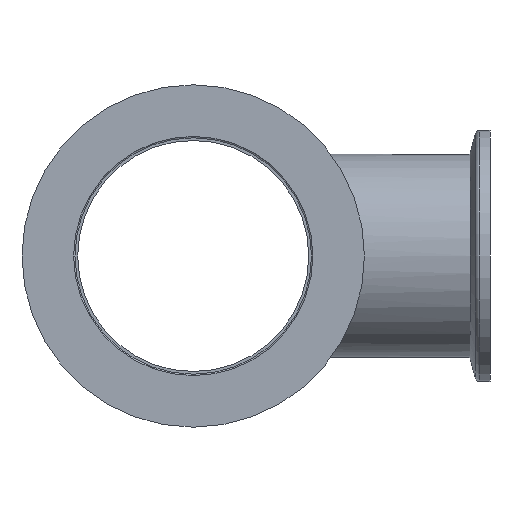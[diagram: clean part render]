
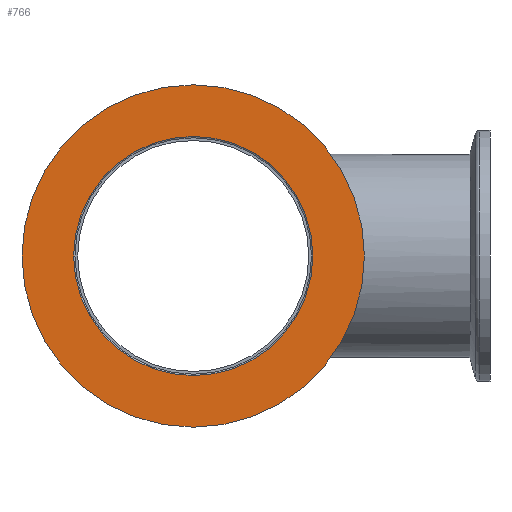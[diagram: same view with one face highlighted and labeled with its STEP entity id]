
A CAD part, left-side view. The second image highlights one B-rep face of the part: STEP entity #766.
In plain terms, the highlighted planar face has unit normal (-1, 0, 0).
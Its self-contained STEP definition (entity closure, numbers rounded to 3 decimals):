
#141 = VERTEX_POINT ( 'NONE', #2877 ) ;
#285 = AXIS2_PLACEMENT_3D ( 'NONE', #2422, #1015, #2658 ) ;
#286 = CARTESIAN_POINT ( 'NONE',  ( -4., 0., 0. ) ) ;
#307 = CARTESIAN_POINT ( 'NONE',  ( -4., 0., -37.5 ) ) ;
#331 = PLANE ( 'NONE',  #2938 ) ;
#387 = EDGE_CURVE ( 'NONE', #3144, #1524, #2405, .T. ) ;
#410 = DIRECTION ( 'NONE',  ( 0., 0., 1. ) ) ;
#441 = DIRECTION ( 'NONE',  ( -1., 0., 0. ) ) ;
#456 = DIRECTION ( 'NONE',  ( 0., 0., 1. ) ) ;
#530 = AXIS2_PLACEMENT_3D ( 'NONE', #1563, #1539, #1526 ) ;
#607 = CARTESIAN_POINT ( 'NONE',  ( -4., 0., -26.2 ) ) ;
#616 = DIRECTION ( 'NONE',  ( 1., 0., 0. ) ) ;
#626 = DIRECTION ( 'NONE',  ( 0., 0., -1. ) ) ;
#697 = AXIS2_PLACEMENT_3D ( 'NONE', #2643, #985, #410 ) ;
#766 = ADVANCED_FACE ( 'NONE', ( #1038, #1591 ), #331, .F. ) ;
#810 = CIRCLE ( 'NONE', #285, 37.5 ) ;
#934 = CIRCLE ( 'NONE', #530, 26.2 ) ;
#985 = DIRECTION ( 'NONE',  ( -1., 0., 0. ) ) ;
#1015 = DIRECTION ( 'NONE',  ( -1., 0., 0. ) ) ;
#1038 = FACE_BOUND ( 'NONE', #1138, .T. ) ;
#1138 = EDGE_LOOP ( 'NONE', ( #2185, #2407 ) ) ;
#1340 = CARTESIAN_POINT ( 'NONE',  ( -4., 0., -26.2 ) ) ;
#1384 = VERTEX_POINT ( 'NONE', #1340 ) ;
#1441 = AXIS2_PLACEMENT_3D ( 'NONE', #286, #441, #456 ) ;
#1524 = VERTEX_POINT ( 'NONE', #307 ) ;
#1526 = DIRECTION ( 'NONE',  ( 0., 0., 1. ) ) ;
#1539 = DIRECTION ( 'NONE',  ( -1., 0., 0. ) ) ;
#1563 = CARTESIAN_POINT ( 'NONE',  ( -4., 0., 0. ) ) ;
#1591 = FACE_OUTER_BOUND ( 'NONE', #2381, .T. ) ;
#1755 = EDGE_CURVE ( 'NONE', #1384, #141, #2879, .T. ) ;
#1975 = ORIENTED_EDGE ( 'NONE', *, *, #3122, .T. ) ;
#1977 = EDGE_CURVE ( 'NONE', #141, #1384, #934, .T. ) ;
#2185 = ORIENTED_EDGE ( 'NONE', *, *, #1977, .F. ) ;
#2381 = EDGE_LOOP ( 'NONE', ( #3175, #1975 ) ) ;
#2405 = CIRCLE ( 'NONE', #1441, 37.5 ) ;
#2407 = ORIENTED_EDGE ( 'NONE', *, *, #1755, .F. ) ;
#2411 = CARTESIAN_POINT ( 'NONE',  ( -4., 0., 37.5 ) ) ;
#2422 = CARTESIAN_POINT ( 'NONE',  ( -4., 0., 0. ) ) ;
#2643 = CARTESIAN_POINT ( 'NONE',  ( -4., 0., 0. ) ) ;
#2658 = DIRECTION ( 'NONE',  ( 0., 0., 1. ) ) ;
#2877 = CARTESIAN_POINT ( 'NONE',  ( -4., 0., 26.2 ) ) ;
#2879 = CIRCLE ( 'NONE', #697, 26.2 ) ;
#2938 = AXIS2_PLACEMENT_3D ( 'NONE', #607, #616, #626 ) ;
#3122 = EDGE_CURVE ( 'NONE', #1524, #3144, #810, .T. ) ;
#3144 = VERTEX_POINT ( 'NONE', #2411 ) ;
#3175 = ORIENTED_EDGE ( 'NONE', *, *, #387, .T. ) ;
